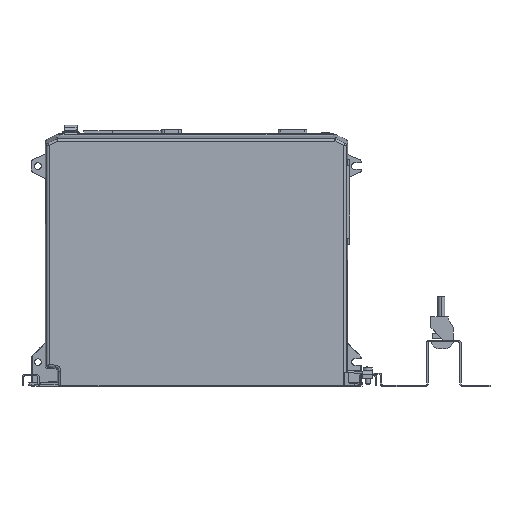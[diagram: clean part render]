
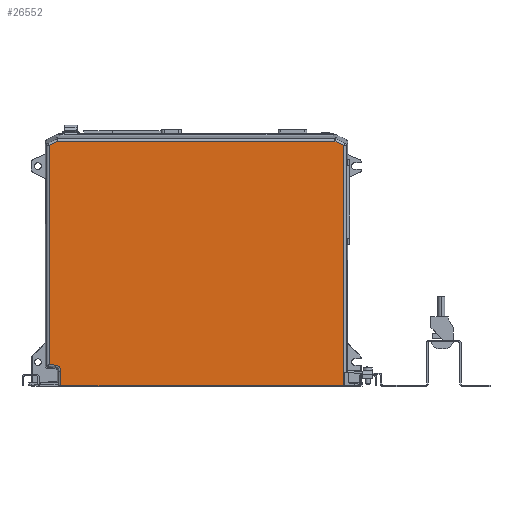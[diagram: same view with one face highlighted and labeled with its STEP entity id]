
A CAD part, left-side view. The second image highlights one B-rep face of the part: STEP entity #26552.
In plain terms, the highlighted planar face has unit normal (-1, 0, 0).
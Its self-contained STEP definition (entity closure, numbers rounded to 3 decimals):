
#1150 =( BOUNDED_CURVE ( )  B_SPLINE_CURVE ( 3, ( #11403, #45287, #3318, #53032 ),
 .UNSPECIFIED., .F., .T. ) 
 B_SPLINE_CURVE_WITH_KNOTS ( ( 4, 4 ),
 ( 0., 1. ),
 .UNSPECIFIED. ) 
 CURVE ( )  GEOMETRIC_REPRESENTATION_ITEM ( )  RATIONAL_B_SPLINE_CURVE ( ( 1., 0.819, 0.819, 1. ) ) 
 REPRESENTATION_ITEM ( '' )  );
#2454 = EDGE_CURVE ( 'NONE', #32324, #28593, #1150, .T. ) ;
#3318 = CARTESIAN_POINT ( 'NONE',  ( -44.5, -16.191, 17.739 ) ) ;
#3639 = ORIENTED_EDGE ( 'NONE', *, *, #2454, .F. ) ;
#4637 = CARTESIAN_POINT ( 'NONE',  ( -44.5, -11.5, 18.026 ) ) ;
#5082 = CARTESIAN_POINT ( 'NONE',  ( -44.5, -255.921, 212.011 ) ) ;
#6788 = VECTOR ( 'NONE', #7627, 1000. ) ;
#7288 = CARTESIAN_POINT ( 'NONE',  ( -44.5, -7.92, 208.438 ) ) ;
#7318 = ORIENTED_EDGE ( 'NONE', *, *, #14704, .F. ) ;
#7372 = EDGE_CURVE ( 'NONE', #24424, #32324, #31988, .T. ) ;
#7627 = DIRECTION ( 'NONE',  ( 0., 0., 1. ) ) ;
#8939 = DIRECTION ( 'NONE',  ( 1., 0., 0. ) ) ;
#10952 = EDGE_CURVE ( 'NONE', #28593, #39823, #14848, .T. ) ;
#11009 = VECTOR ( 'NONE', #45336, 1000. ) ;
#11403 = CARTESIAN_POINT ( 'NONE',  ( -44.5, -18.182, 12.716 ) ) ;
#11763 = CARTESIAN_POINT ( 'NONE',  ( -44.5, -7.92, 18.245 ) ) ;
#11927 = VERTEX_POINT ( 'NONE', #25654 ) ;
#13646 = CARTESIAN_POINT ( 'NONE',  ( -44.5, -7.92, 212.011 ) ) ;
#13668 = ORIENTED_EDGE ( 'NONE', *, *, #44629, .F. ) ;
#14397 = EDGE_CURVE ( 'NONE', #39823, #26513, #54019, .T. ) ;
#14704 = EDGE_CURVE ( 'NONE', #26513, #42713, #41993, .T. ) ;
#14848 = B_SPLINE_CURVE_WITH_KNOTS ( 'NONE', 3,
 ( #27138, #4637, #38538, #22147 ),
 .UNSPECIFIED., .F., .F.,
 ( 4, 4 ),
 ( 0., 1. ),
 .UNSPECIFIED. ) ;
#15919 = CARTESIAN_POINT ( 'NONE',  ( -44.5, -135.751, 212.011 ) ) ;
#17359 = VERTEX_POINT ( 'NONE', #49834 ) ;
#18364 = ORIENTED_EDGE ( 'NONE', *, *, #10952, .F. ) ;
#20359 = LINE ( 'NONE', #15919, #27914 ) ;
#20631 = CARTESIAN_POINT ( 'NONE',  ( -44.5, -10.474, 209.629 ) ) ;
#22147 = CARTESIAN_POINT ( 'NONE',  ( -44.5, -7.92, 18.245 ) ) ;
#22530 = DIRECTION ( 'NONE',  ( 0., -1., 0. ) ) ;
#22598 = CARTESIAN_POINT ( 'NONE',  ( -44.5, -263.582, 208.438 ) ) ;
#24221 = CARTESIAN_POINT ( 'NONE',  ( -44.5, -13.289, 17.917 ) ) ;
#24424 = VERTEX_POINT ( 'NONE', #35581 ) ;
#24713 = VERTEX_POINT ( 'NONE', #44672 ) ;
#24793 = CARTESIAN_POINT ( 'NONE',  ( -44.5, -13.028, 210.82 ) ) ;
#25312 = ORIENTED_EDGE ( 'NONE', *, *, #35503, .F. ) ;
#25648 = VECTOR ( 'NONE', #41391, 1000. ) ;
#25654 = CARTESIAN_POINT ( 'NONE',  ( -44.5, -263.582, 208.438 ) ) ;
#26011 = EDGE_CURVE ( 'NONE', #24713, #11927, #29541, .T. ) ;
#26513 = VERTEX_POINT ( 'NONE', #30844 ) ;
#26552 = ADVANCED_FACE ( 'NONE', ( #51942 ), #50881, .F. ) ;
#27138 = CARTESIAN_POINT ( 'NONE',  ( -44.5, -13.289, 17.917 ) ) ;
#27914 = VECTOR ( 'NONE', #41187, 1000. ) ;
#27978 = CARTESIAN_POINT ( 'NONE',  ( -44.5, -18.182, 12.716 ) ) ;
#28593 = VERTEX_POINT ( 'NONE', #24221 ) ;
#29541 = B_SPLINE_CURVE_WITH_KNOTS ( 'NONE', 3,
 ( #5082, #34814, #30904, #22598 ),
 .UNSPECIFIED., .F., .F.,
 ( 4, 4 ),
 ( 0., 1. ),
 .UNSPECIFIED. ) ;
#30836 = CARTESIAN_POINT ( 'NONE',  ( -44.5, -139.93, 0. ) ) ;
#30844 = CARTESIAN_POINT ( 'NONE',  ( -44.5, -7.92, 208.438 ) ) ;
#30904 = CARTESIAN_POINT ( 'NONE',  ( -44.5, -261.029, 209.629 ) ) ;
#31988 = LINE ( 'NONE', #44788, #11009 ) ;
#32224 = LINE ( 'NONE', #40841, #25648 ) ;
#32324 = VERTEX_POINT ( 'NONE', #27978 ) ;
#33753 = ORIENTED_EDGE ( 'NONE', *, *, #14397, .F. ) ;
#34814 = CARTESIAN_POINT ( 'NONE',  ( -44.5, -258.475, 210.82 ) ) ;
#35503 = EDGE_CURVE ( 'NONE', #42713, #24713, #20359, .T. ) ;
#35581 = CARTESIAN_POINT ( 'NONE',  ( -44.5, -18.182, 0. ) ) ;
#38141 = AXIS2_PLACEMENT_3D ( 'NONE', #13646, #8939, #22530 ) ;
#38371 = LINE ( 'NONE', #30836, #38834 ) ;
#38538 = CARTESIAN_POINT ( 'NONE',  ( -44.5, -9.71, 18.136 ) ) ;
#38834 = VECTOR ( 'NONE', #51399, 1000. ) ;
#39823 = VERTEX_POINT ( 'NONE', #11763 ) ;
#40841 = CARTESIAN_POINT ( 'NONE',  ( -44.5, -263.582, 106.005 ) ) ;
#41187 = DIRECTION ( 'NONE',  ( 0., -1., 0. ) ) ;
#41289 = EDGE_LOOP ( 'NONE', ( #47106, #13668, #50849, #25312, #7318, #33753, #18364, #3639, #41736 ) ) ;
#41391 = DIRECTION ( 'NONE',  ( 0., 0., -1. ) ) ;
#41736 = ORIENTED_EDGE ( 'NONE', *, *, #7372, .F. ) ;
#41783 = CARTESIAN_POINT ( 'NONE',  ( -44.5, -7.92, 106.005 ) ) ;
#41993 = B_SPLINE_CURVE_WITH_KNOTS ( 'NONE', 3,
 ( #7288, #20631, #24793, #53954 ),
 .UNSPECIFIED., .F., .F.,
 ( 4, 4 ),
 ( 0., 1. ),
 .UNSPECIFIED. ) ;
#42317 = EDGE_CURVE ( 'NONE', #17359, #24424, #38371, .T. ) ;
#42713 = VERTEX_POINT ( 'NONE', #52663 ) ;
#44629 = EDGE_CURVE ( 'NONE', #11927, #17359, #32224, .T. ) ;
#44672 = CARTESIAN_POINT ( 'NONE',  ( -44.5, -255.921, 212.011 ) ) ;
#44788 = CARTESIAN_POINT ( 'NONE',  ( -44.5, -18.182, 106.005 ) ) ;
#45287 = CARTESIAN_POINT ( 'NONE',  ( -44.5, -18.182, 15.622 ) ) ;
#45336 = DIRECTION ( 'NONE',  ( 0., 0., 1. ) ) ;
#47106 = ORIENTED_EDGE ( 'NONE', *, *, #42317, .F. ) ;
#49834 = CARTESIAN_POINT ( 'NONE',  ( -44.5, -263.582, 0. ) ) ;
#50849 = ORIENTED_EDGE ( 'NONE', *, *, #26011, .F. ) ;
#50881 = PLANE ( 'NONE',  #38141 ) ;
#51399 = DIRECTION ( 'NONE',  ( 0., 1., 0. ) ) ;
#51942 = FACE_OUTER_BOUND ( 'NONE', #41289, .T. ) ;
#52663 = CARTESIAN_POINT ( 'NONE',  ( -44.5, -15.581, 212.011 ) ) ;
#53032 = CARTESIAN_POINT ( 'NONE',  ( -44.5, -13.289, 17.917 ) ) ;
#53954 = CARTESIAN_POINT ( 'NONE',  ( -44.5, -15.581, 212.011 ) ) ;
#54019 = LINE ( 'NONE', #41783, #6788 ) ;
